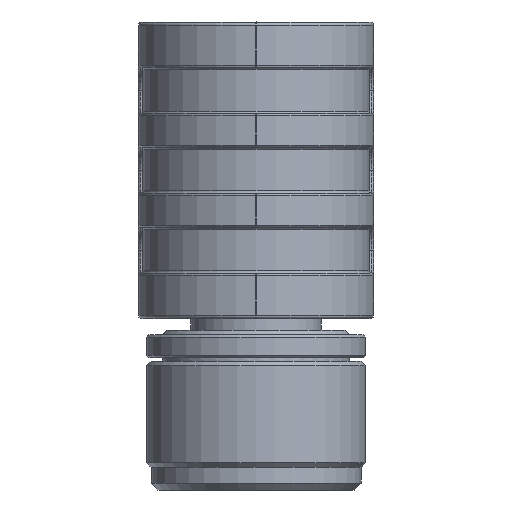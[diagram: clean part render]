
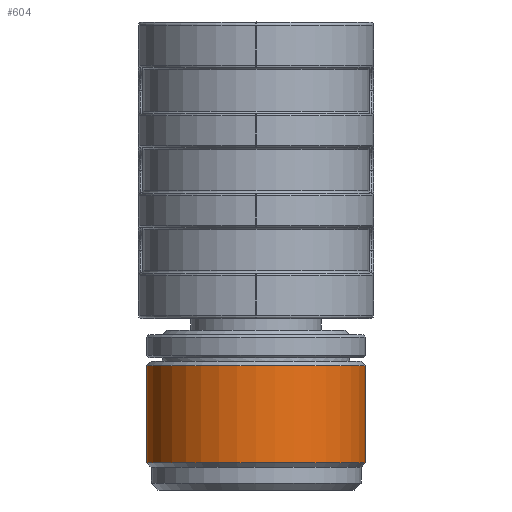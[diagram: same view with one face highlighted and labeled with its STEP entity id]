
A CAD part, left-side view. The second image highlights one B-rep face of the part: STEP entity #604.
In plain terms, the highlighted cylindrical face has radius 4.8 mm (diameter 9.6 mm), a full revolution.
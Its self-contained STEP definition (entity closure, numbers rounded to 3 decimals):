
#604=ADVANCED_FACE('',(#845,#846),#726,.T.);
#726=CYLINDRICAL_SURFACE('',#4580,4.8);
#845=FACE_BOUND('',#1171,.T.);
#846=FACE_BOUND('',#1172,.T.);
#1171=EDGE_LOOP('',(#2108));
#1172=EDGE_LOOP('',(#2109));
#2108=ORIENTED_EDGE('',*,*,#2911,.F.);
#2109=ORIENTED_EDGE('',*,*,#2912,.T.);
#2439=VERTEX_POINT('',#7420);
#2440=VERTEX_POINT('',#7423);
#2911=EDGE_CURVE('',#2439,#2439,#3223,.T.);
#2912=EDGE_CURVE('',#2440,#2440,#3224,.T.);
#3223=CIRCLE('',#4577,4.8);
#3224=CIRCLE('',#4579,4.8);
#4577=AXIS2_PLACEMENT_3D('',#7419,#5846,#5847);
#4579=AXIS2_PLACEMENT_3D('',#7422,#5850,#5851);
#4580=AXIS2_PLACEMENT_3D('',#7424,#5852,#5853);
#5846=DIRECTION('',(0.,0.,-1.));
#5847=DIRECTION('',(0.,1.,0.));
#5850=DIRECTION('',(0.,0.,-1.));
#5851=DIRECTION('',(0.,1.,0.));
#5852=DIRECTION('',(0.,0.,-1.));
#5853=DIRECTION('',(0.,-1.,0.));
#7419=CARTESIAN_POINT('',(55.148,56.773,8.44));
#7420=CARTESIAN_POINT('',(55.148,61.573,8.44));
#7422=CARTESIAN_POINT('',(55.148,56.773,12.69));
#7423=CARTESIAN_POINT('',(55.148,61.573,12.69));
#7424=CARTESIAN_POINT('',(55.148,56.773,-17.76));
